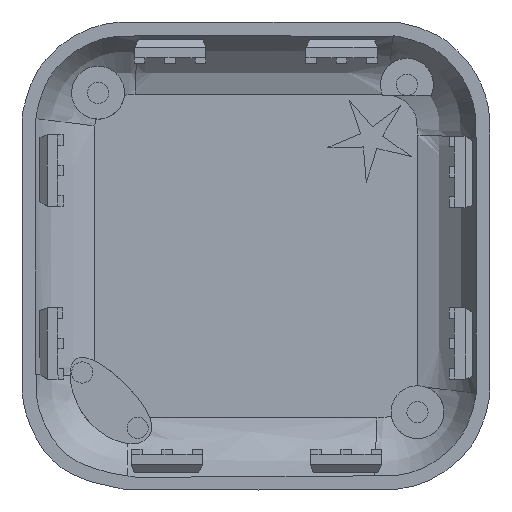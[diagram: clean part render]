
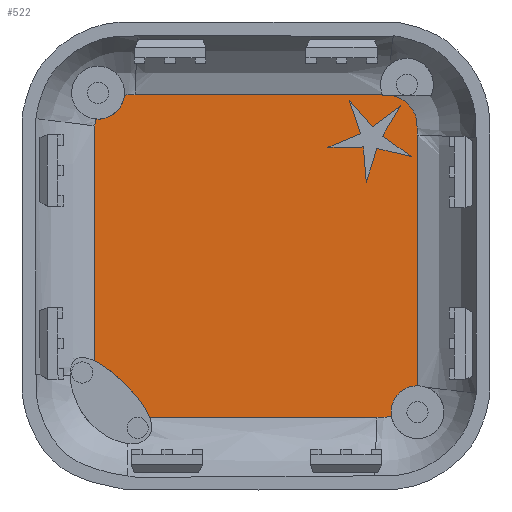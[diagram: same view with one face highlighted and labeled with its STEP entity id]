
A CAD part, top view. The second image highlights one B-rep face of the part: STEP entity #522.
In plain terms, the highlighted planar face has unit normal (0, 0, 1).
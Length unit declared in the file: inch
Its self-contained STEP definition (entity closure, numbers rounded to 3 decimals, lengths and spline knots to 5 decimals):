
#522=ADVANCED_FACE('',(#797),#4249,.T.);
#797=FACE_OUTER_BOUND('',#1077,.T.);
#1077=EDGE_LOOP('',(#2235,#2236,#2237,#2238,#2239,#2240,#2241,#2242));
#2235=ORIENTED_EDGE('',*,*,#3020,.F.);
#2236=ORIENTED_EDGE('',*,*,#3015,.F.);
#2237=ORIENTED_EDGE('',*,*,#3012,.F.);
#2238=ORIENTED_EDGE('',*,*,#3008,.F.);
#2239=ORIENTED_EDGE('',*,*,#3018,.F.);
#2240=ORIENTED_EDGE('',*,*,#3005,.F.);
#2241=ORIENTED_EDGE('',*,*,#3002,.F.);
#2242=ORIENTED_EDGE('',*,*,#2998,.F.);
#2998=EDGE_CURVE('',#4106,#4107,#3615,.T.);
#3002=EDGE_CURVE('',#4107,#4109,#3619,.T.);
#3005=EDGE_CURVE('',#4109,#4111,#3622,.T.);
#3008=EDGE_CURVE('',#4114,#4115,#3625,.T.);
#3012=EDGE_CURVE('',#4115,#4117,#3629,.T.);
#3015=EDGE_CURVE('',#4117,#4119,#3632,.T.);
#3018=EDGE_CURVE('',#4111,#4114,#3635,.T.);
#3020=EDGE_CURVE('',#4119,#4106,#3637,.T.);
#3615=B_SPLINE_CURVE_WITH_KNOTS('',3,(#12054,#12055,#12056,#12057,#12058,
#12059,#12060,#12061,#12062,#12063,#12064,#12065,#12066,#12067,#12068),
 .UNSPECIFIED.,.F.,.F.,(4,1,1,1,1,2,1,1,1,2,4),(-4.67912,-4.64256,
-4.606,-4.56945,-4.55117,-4.53289,
-4.51462,-4.49634,-4.47806,-4.45978,
-4.45978),.UNSPECIFIED.);
#3619=B_SPLINE_CURVE_WITH_KNOTS('',3,(#12115,#12116,#12117,#12118,#12119,
#12120,#12121,#12122,#12123),.UNSPECIFIED.,.F.,.F.,(4,1,2,2,4),(-4.45978,
-4.42323,-4.38667,-4.09423,-3.50934),
 .UNSPECIFIED.);
#3622=B_SPLINE_CURVE_WITH_KNOTS('',3,(#12167,#12168,#12169,#12170,#12171,
#12172,#12173,#12174,#12175,#12176,#12177,#12178,#12179,#12180),
 .UNSPECIFIED.,.F.,.F.,(4,2,1,2,1,1,1,2,4),(-3.50934,-3.43623,
-3.39967,-3.36311,-3.34484,-3.32656,
-3.30828,-3.29,-3.29),.UNSPECIFIED.);
#3625=B_SPLINE_CURVE_WITH_KNOTS('',3,(#12224,#12225,#12226,#12227,#12228,
#12229,#12230,#12231,#12232,#12233,#12234,#12235,#12236,#12237),
 .UNSPECIFIED.,.F.,.F.,(4,2,1,2,1,1,1,2,4),(-2.33956,-2.26645,
-2.22989,-2.19334,-2.17506,-2.15678,
-2.1385,-2.12022,-2.12022),.UNSPECIFIED.);
#3629=B_SPLINE_CURVE_WITH_KNOTS('',3,(#12287,#12288,#12289,#12290,#12291,
#12292,#12293,#12294,#12295),.UNSPECIFIED.,.F.,.F.,(4,1,2,2,4),(-2.12022,
-2.08367,-2.04711,-1.75467,-1.16978),
 .UNSPECIFIED.);
#3632=B_SPLINE_CURVE_WITH_KNOTS('',3,(#12339,#12340,#12341,#12342,#12343,
#12344,#12345,#12346,#12347,#12348,#12349,#12350,#12351,#12352),
 .UNSPECIFIED.,.F.,.F.,(4,2,1,2,1,1,1,2,4),(-1.16978,-1.09667,
-1.06011,-1.02356,-1.00528,-0.987,
-0.96872,-0.95045,-0.95044),.UNSPECIFIED.);
#3635=B_SPLINE_CURVE_WITH_KNOTS('',3,(#12396,#12397,#12398,#12399,#12400,
#12401,#12402,#12403,#12404),.UNSPECIFIED.,.F.,.F.,(4,1,2,2,4),(-3.29,
-3.25345,-3.21689,-2.92445,-2.33956),
 .UNSPECIFIED.);
#3637=B_SPLINE_CURVE_WITH_KNOTS('',3,(#12454,#12455,#12456,#12457,#12458,
#12459,#12460,#12461,#12462,#12463),.UNSPECIFIED.,.F.,.F.,(4,1,2,2,1,4),
(-0.95044,-0.91389,-0.87733,-0.58489,
-0.07311,0.),.UNSPECIFIED.);
#4106=VERTEX_POINT('',#11999);
#4107=VERTEX_POINT('',#12000);
#4109=VERTEX_POINT('',#12002);
#4111=VERTEX_POINT('',#12004);
#4114=VERTEX_POINT('',#12007);
#4115=VERTEX_POINT('',#12008);
#4117=VERTEX_POINT('',#12010);
#4119=VERTEX_POINT('',#12012);
#4249=PLANE('',#4566);
#4566=AXIS2_PLACEMENT_3D('',#11871,#4648,$);
#4648=DIRECTION('',(0.,0.,1.));
#11871=CARTESIAN_POINT('',(0.11808,0.11042,0.05));
#11999=CARTESIAN_POINT('',(0.23622,0.11142,0.05));
#12000=CARTESIAN_POINT('',(0.11818,0.2634,0.05));
#12002=CARTESIAN_POINT('',(0.11809,1.2138,0.05));
#12004=CARTESIAN_POINT('',(0.27009,1.33181,0.05));
#12007=CARTESIAN_POINT('',(1.22049,1.33191,0.05));
#12008=CARTESIAN_POINT('',(1.3385,1.17991,0.05));
#12010=CARTESIAN_POINT('',(1.3386,0.22951,0.05));
#12012=CARTESIAN_POINT('',(1.18661,0.11149,0.05));
#12054=CARTESIAN_POINT('',(0.23622,0.11142,0.05));
#12055=CARTESIAN_POINT('',(0.22403,0.11204,0.05));
#12056=CARTESIAN_POINT('',(0.19932,0.1162,0.05));
#12057=CARTESIAN_POINT('',(0.16662,0.1316,0.05));
#12058=CARTESIAN_POINT('',(0.14468,0.15311,0.05));
#12059=CARTESIAN_POINT('',(0.1314,0.17407,0.05));
#12060=CARTESIAN_POINT('',(0.12644,0.18535,0.05));
#12061=CARTESIAN_POINT('',(0.12236,0.19686,0.05));
#12062=CARTESIAN_POINT('',(0.11943,0.20855,0.05));
#12063=CARTESIAN_POINT('',(0.11788,0.2267,0.05));
#12064=CARTESIAN_POINT('',(0.11822,0.2451,0.05));
#12065=CARTESIAN_POINT('',(0.11821,0.25733,0.05));
#12066=CARTESIAN_POINT('',(0.11818,0.2634,0.05));
#12067=CARTESIAN_POINT('',(0.11818,0.2634,0.05));
#12068=CARTESIAN_POINT('',(0.11818,0.2634,0.05));
#12115=CARTESIAN_POINT('',(0.11818,0.2634,0.05));
#12116=CARTESIAN_POINT('',(0.11814,0.27553,0.05));
#12117=CARTESIAN_POINT('',(0.11807,0.29988,0.05));
#12118=CARTESIAN_POINT('',(0.11813,0.32427,0.05));
#12119=CARTESIAN_POINT('',(0.1181,0.43392,0.05));
#12120=CARTESIAN_POINT('',(0.11812,0.53142,0.05));
#12121=CARTESIAN_POINT('',(0.1181,0.82386,0.05));
#12122=CARTESIAN_POINT('',(0.11813,1.01881,0.05));
#12123=CARTESIAN_POINT('',(0.11809,1.2138,0.05));
#12167=CARTESIAN_POINT('',(0.11809,1.2138,0.05));
#12168=CARTESIAN_POINT('',(0.11809,1.23817,0.05));
#12169=CARTESIAN_POINT('',(0.12583,1.26245,0.05));
#12170=CARTESIAN_POINT('',(0.14711,1.29228,0.05));
#12171=CARTESIAN_POINT('',(0.16431,1.3098,0.05));
#12172=CARTESIAN_POINT('',(0.18613,1.32147,0.05));
#12173=CARTESIAN_POINT('',(0.2035,1.32763,0.05));
#12174=CARTESIAN_POINT('',(0.21524,1.3306,0.05));
#12175=CARTESIAN_POINT('',(0.2334,1.33211,0.05));
#12176=CARTESIAN_POINT('',(0.25178,1.33179,0.05));
#12177=CARTESIAN_POINT('',(0.26401,1.33179,0.05));
#12178=CARTESIAN_POINT('',(0.27008,1.33181,0.05));
#12179=CARTESIAN_POINT('',(0.27009,1.33181,0.05));
#12180=CARTESIAN_POINT('',(0.27009,1.33181,0.05));
#12224=CARTESIAN_POINT('',(1.22049,1.33191,0.05));
#12225=CARTESIAN_POINT('',(1.24486,1.33193,0.05));
#12226=CARTESIAN_POINT('',(1.26914,1.32416,0.05));
#12227=CARTESIAN_POINT('',(1.29898,1.3029,0.05));
#12228=CARTESIAN_POINT('',(1.31648,1.28569,0.05));
#12229=CARTESIAN_POINT('',(1.32817,1.26387,0.05));
#12230=CARTESIAN_POINT('',(1.33431,1.2465,0.05));
#12231=CARTESIAN_POINT('',(1.33729,1.23476,0.05));
#12232=CARTESIAN_POINT('',(1.3388,1.2166,0.05));
#12233=CARTESIAN_POINT('',(1.33848,1.19822,0.05));
#12234=CARTESIAN_POINT('',(1.33848,1.18599,0.05));
#12235=CARTESIAN_POINT('',(1.3385,1.17992,0.05));
#12236=CARTESIAN_POINT('',(1.3385,1.17991,0.05));
#12237=CARTESIAN_POINT('',(1.3385,1.17991,0.05));
#12287=CARTESIAN_POINT('',(1.3385,1.17991,0.05));
#12288=CARTESIAN_POINT('',(1.33856,1.16778,0.05));
#12289=CARTESIAN_POINT('',(1.33862,1.14343,0.05));
#12290=CARTESIAN_POINT('',(1.33856,1.11904,0.05));
#12291=CARTESIAN_POINT('',(1.3386,1.00939,0.05));
#12292=CARTESIAN_POINT('',(1.33858,0.91189,0.05));
#12293=CARTESIAN_POINT('',(1.33859,0.61945,0.05));
#12294=CARTESIAN_POINT('',(1.33857,0.4245,0.05));
#12295=CARTESIAN_POINT('',(1.3386,0.22951,0.05));
#12339=CARTESIAN_POINT('',(1.3386,0.22951,0.05));
#12340=CARTESIAN_POINT('',(1.33861,0.20514,0.05));
#12341=CARTESIAN_POINT('',(1.33086,0.18086,0.05));
#12342=CARTESIAN_POINT('',(1.30959,0.15103,0.05));
#12343=CARTESIAN_POINT('',(1.29238,0.13351,0.05));
#12344=CARTESIAN_POINT('',(1.27056,0.12183,0.05));
#12345=CARTESIAN_POINT('',(1.25319,0.11567,0.05));
#12346=CARTESIAN_POINT('',(1.24145,0.11272,0.05));
#12347=CARTESIAN_POINT('',(1.22329,0.1112,0.05));
#12348=CARTESIAN_POINT('',(1.20491,0.11154,0.05));
#12349=CARTESIAN_POINT('',(1.19268,0.11151,0.05));
#12350=CARTESIAN_POINT('',(1.18661,0.11149,0.05));
#12351=CARTESIAN_POINT('',(1.18661,0.11149,0.05));
#12352=CARTESIAN_POINT('',(1.18661,0.11149,0.05));
#12396=CARTESIAN_POINT('',(0.27009,1.33181,0.05));
#12397=CARTESIAN_POINT('',(0.28222,1.33186,0.05));
#12398=CARTESIAN_POINT('',(0.30657,1.33193,0.05));
#12399=CARTESIAN_POINT('',(0.33096,1.33187,0.05));
#12400=CARTESIAN_POINT('',(0.44061,1.3319,0.05));
#12401=CARTESIAN_POINT('',(0.53811,1.33189,0.05));
#12402=CARTESIAN_POINT('',(0.83055,1.3319,0.05));
#12403=CARTESIAN_POINT('',(1.0255,1.33188,0.05));
#12404=CARTESIAN_POINT('',(1.22049,1.33191,0.05));
#12454=CARTESIAN_POINT('',(1.18661,0.11149,0.05));
#12455=CARTESIAN_POINT('',(1.17447,0.11145,0.05));
#12456=CARTESIAN_POINT('',(1.15012,0.11137,0.05));
#12457=CARTESIAN_POINT('',(1.12573,0.11144,0.05));
#12458=CARTESIAN_POINT('',(1.01608,0.11138,0.05));
#12459=CARTESIAN_POINT('',(0.91858,0.11148,0.05));
#12460=CARTESIAN_POINT('',(0.65052,0.11113,0.05));
#12461=CARTESIAN_POINT('',(0.45556,0.11235,0.05));
#12462=CARTESIAN_POINT('',(0.26059,0.11011,0.05));
#12463=CARTESIAN_POINT('',(0.23622,0.11142,0.05));
